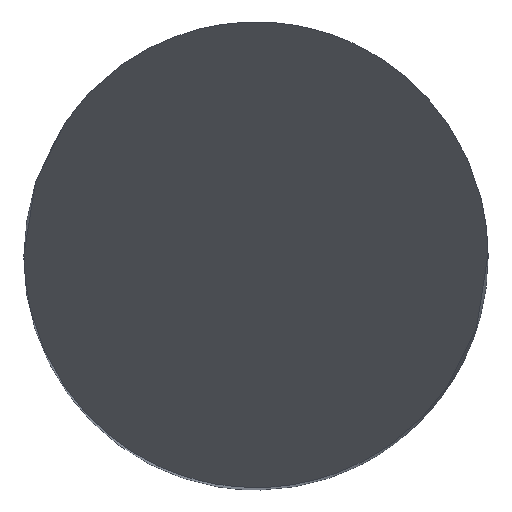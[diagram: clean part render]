
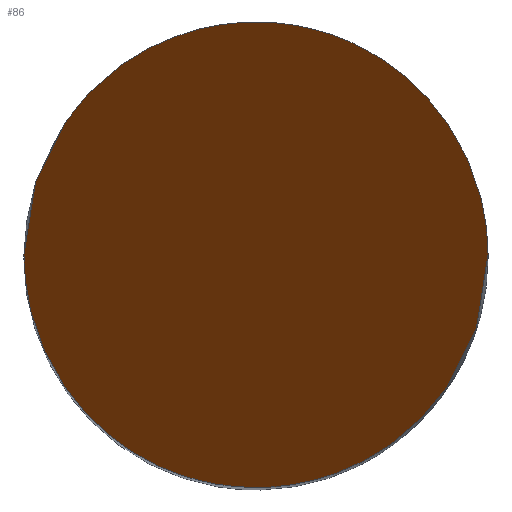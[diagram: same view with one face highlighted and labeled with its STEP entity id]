
A CAD part, top view. The second image highlights one B-rep face of the part: STEP entity #86.
In plain terms, the highlighted planar face has unit normal (0, -0.866, 0.5).
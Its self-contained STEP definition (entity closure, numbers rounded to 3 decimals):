
#86=ADVANCED_FACE('',(#132),#109,.F.);
#109=PLANE('',#635);
#132=FACE_OUTER_BOUND('',#165,.T.);
#165=EDGE_LOOP('',(#291,#292));
#291=ORIENTED_EDGE('',*,*,#473,.F.);
#292=ORIENTED_EDGE('',*,*,#456,.F.);
#400=VERTEX_POINT('',#1074);
#401=VERTEX_POINT('',#1079);
#456=EDGE_CURVE('',#400,#401,#577,.T.);
#473=EDGE_CURVE('',#401,#400,#580,.T.);
#577=(
BOUNDED_CURVE()
B_SPLINE_CURVE(3,(#1075,#1076,#1077,#1078),.UNSPECIFIED.,.F.,.F.)
B_SPLINE_CURVE_WITH_KNOTS((4,4),(0.,1.),.UNSPECIFIED.)
CURVE()
GEOMETRIC_REPRESENTATION_ITEM()
RATIONAL_B_SPLINE_CURVE((1.,0.333,0.333,1.))
REPRESENTATION_ITEM('')
);
#580=(
BOUNDED_CURVE()
B_SPLINE_CURVE(3,(#1145,#1146,#1147,#1148),.UNSPECIFIED.,.F.,.F.)
B_SPLINE_CURVE_WITH_KNOTS((4,4),(0.,1.),.UNSPECIFIED.)
CURVE()
GEOMETRIC_REPRESENTATION_ITEM()
RATIONAL_B_SPLINE_CURVE((1.,0.333,0.333,1.))
REPRESENTATION_ITEM('')
);
#635=AXIS2_PLACEMENT_3D('',#1187,#709,#710);
#709=DIRECTION('',(0.,0.866,-0.5));
#710=DIRECTION('',(0.,-0.5,-0.866));
#1074=CARTESIAN_POINT('',(-2.,0.,0.));
#1075=CARTESIAN_POINT('',(-2.,0.,0.));
#1076=CARTESIAN_POINT('',(-2.,4.,6.928));
#1077=CARTESIAN_POINT('',(2.,4.,6.928));
#1078=CARTESIAN_POINT('',(2.,0.,0.));
#1079=CARTESIAN_POINT('',(2.,0.,0.));
#1145=CARTESIAN_POINT('',(2.,0.,0.));
#1146=CARTESIAN_POINT('',(2.,-4.,-6.928));
#1147=CARTESIAN_POINT('',(-2.,-4.,-6.928));
#1148=CARTESIAN_POINT('',(-2.,0.,0.));
#1187=CARTESIAN_POINT('',(-2.,2.,3.464));
